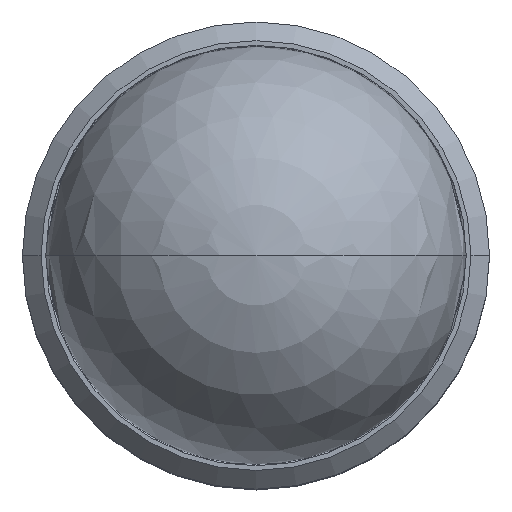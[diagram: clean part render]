
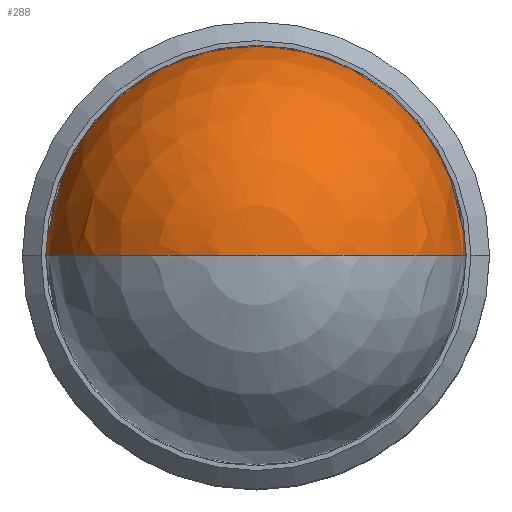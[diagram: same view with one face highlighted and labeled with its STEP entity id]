
A CAD part, top view. The second image highlights one B-rep face of the part: STEP entity #288.
In plain terms, the highlighted spherical face has radius 4.5 mm.
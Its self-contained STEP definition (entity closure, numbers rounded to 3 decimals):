
#288=ADVANCED_FACE('',(#612),#613,.T.);
#290=EDGE_CURVE('',#346,#454,#615,.T.);
#336=EDGE_CURVE('',#454,#346,#669,.T.);
#346=VERTEX_POINT('',#680);
#454=VERTEX_POINT('',#796);
#612=FACE_OUTER_BOUND('',#974,.T.);
#613=SPHERICAL_SURFACE('',#975,4.5);
#615=CIRCLE('',#978,4.5);
#669=CIRCLE('',#1049,4.5);
#680=CARTESIAN_POINT('',(0.,0.,5.8));
#796=CARTESIAN_POINT('',(0.,0.,14.8));
#974=EDGE_LOOP('',(#1443,#1444));
#975=AXIS2_PLACEMENT_3D('',#1445,#1446,#1447);
#978=AXIS2_PLACEMENT_3D('',#1448,#1449,#1450);
#1049=AXIS2_PLACEMENT_3D('',#1529,#1530,#1531);
#1443=ORIENTED_EDGE('',*,*,#336,.T.);
#1444=ORIENTED_EDGE('',*,*,#290,.T.);
#1445=CARTESIAN_POINT('',(0.,0.,10.3));
#1446=DIRECTION('',(0.0,0.0,1.0));
#1447=DIRECTION('',(-1.0,0.,0.0));
#1448=CARTESIAN_POINT('',(0.,0.,10.3));
#1449=DIRECTION('',(0.,1.0,0.0));
#1450=DIRECTION('',(0.0,-0.0,-1.0));
#1529=CARTESIAN_POINT('',(0.,0.,10.3));
#1530=DIRECTION('',(0.,1.0,0.0));
#1531=DIRECTION('',(0.0,-0.0,-1.0));
